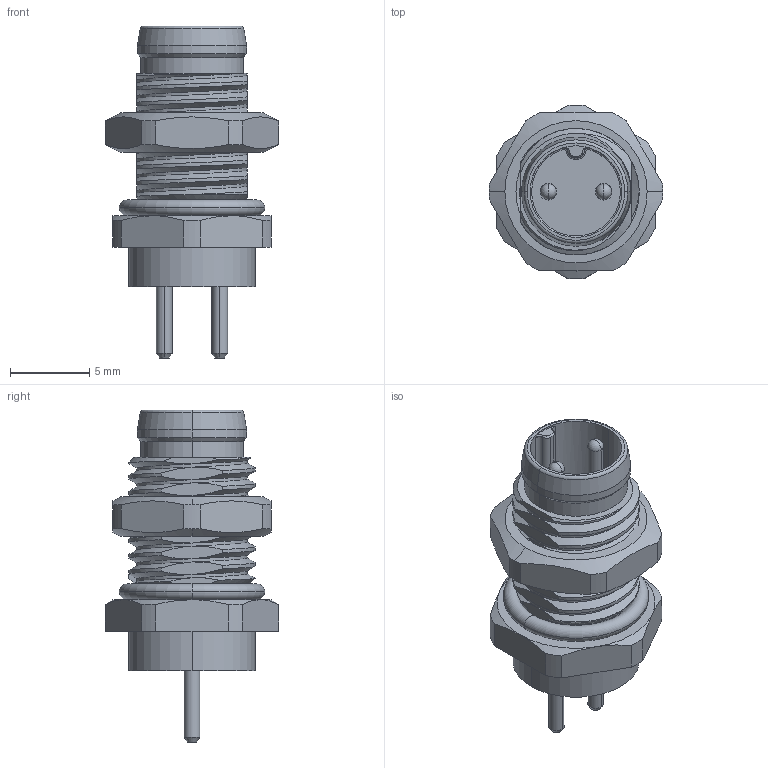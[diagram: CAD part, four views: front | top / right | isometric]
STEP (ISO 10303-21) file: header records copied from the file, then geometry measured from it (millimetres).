
FILE_DESCRIPTION((''),'2;1');
FILE_NAME('PRT0001223322','2025-09-23T',('gongcheng16'),(''),'PRO/ENGINEER BY PARAMETRIC TECHNOLOGY CORPORATION, 2010280','PRO/ENGINEER BY PARAMETRIC TECHNOLOGY CORPORATION, 2010280','');
FILE_SCHEMA(('CONFIG_CONTROL_DESIGN'));
Length unit declared in the file: millimetre
Products named in the file (1): PRT0001223322
Bounding box: 11 x 10.99 x 21 mm (x, y, z)
Volume: 233.6 mm3; surface area: 1999.7 mm2
Topology: 1 solids, 7 shells, 324 faces, 765 edges, 475 vertices
Faces by surface type: plane 106, cylinder 106, cone 50, bspline 43, torus 15, sphere 4
Entity records: 17298 total; most frequent: CARTESIAN_POINT 10123, ORIENTED_EDGE 1522, DIRECTION 1396, EDGE_CURVE 761, AXIS2_PLACEMENT_3D 557, VERTEX_POINT 475, EDGE_LOOP 358, FACE_OUTER_BOUND 324
